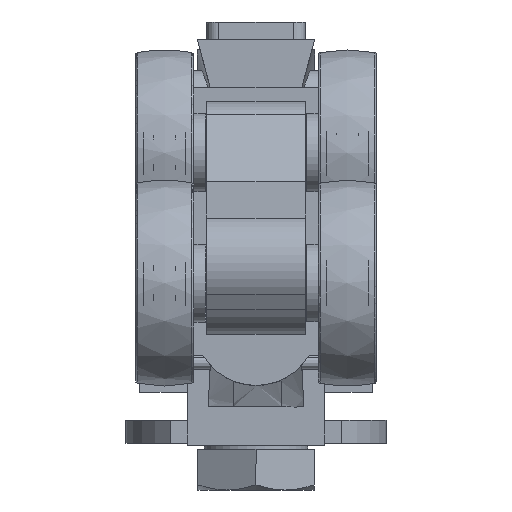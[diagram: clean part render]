
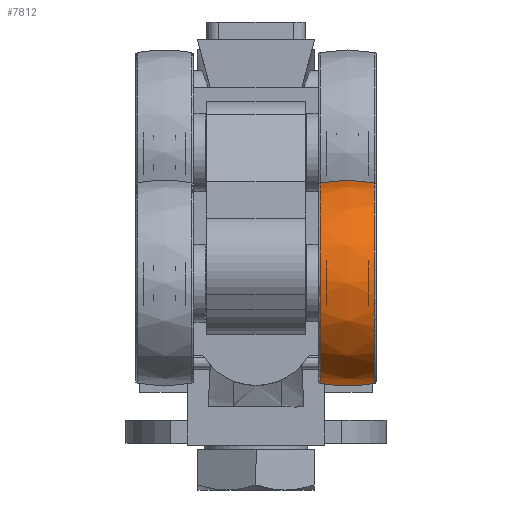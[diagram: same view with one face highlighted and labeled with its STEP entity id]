
A CAD part, left-side view. The second image highlights one B-rep face of the part: STEP entity #7812.
In plain terms, the highlighted free-form (B-spline) face has degree [2, 2] with [3, 9] control points.
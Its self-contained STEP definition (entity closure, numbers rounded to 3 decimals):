
#287=(
BOUNDED_SURFACE()
B_SPLINE_SURFACE(2,2,((#11547,#11548,#11549,#11550,#11551,#11552,#11553,
#11554,#11555),(#11556,#11557,#11558,#11559,#11560,#11561,#11562,#11563,
#11564),(#11565,#11566,#11567,#11568,#11569,#11570,#11571,#11572,#11573)),
 .UNSPECIFIED.,.F.,.T.,.F.)
B_SPLINE_SURFACE_WITH_KNOTS((3,3),(3,2,2,2,3),(-0.188,0.188),
(-3.142,-1.571,0.,1.571,3.142),
 .UNSPECIFIED.)
GEOMETRIC_REPRESENTATION_ITEM()
RATIONAL_B_SPLINE_SURFACE(((1.,0.707,1.,0.707,1.,
0.707,1.,0.707,1.),(0.982,0.695,
0.982,0.695,0.982,0.695,
0.982,0.695,0.982),(1.,0.707,
1.,0.707,1.,0.707,1.,0.707,1.)))
REPRESENTATION_ITEM('')
SURFACE()
);
#1743=FACE_OUTER_BOUND('',#2196,.T.);
#2196=EDGE_LOOP('',(#4969,#4970,#4971,#4972,#4973,#4974,#4975,#4976));
#2690=CIRCLE('',#8348,8.63);
#2691=CIRCLE('',#8349,8.63);
#2695=CIRCLE('',#8353,8.63);
#2696=CIRCLE('',#8354,12.5);
#2697=CIRCLE('',#8355,8.63);
#2698=CIRCLE('',#8356,8.63);
#2699=CIRCLE('',#8357,8.63);
#2983=VERTEX_POINT('',#11536);
#2984=VERTEX_POINT('',#11537);
#2985=VERTEX_POINT('',#11539);
#2988=VERTEX_POINT('',#11574);
#2989=VERTEX_POINT('',#11576);
#2990=VERTEX_POINT('',#11578);
#3752=EDGE_CURVE('',#2983,#2984,#2690,.T.);
#3753=EDGE_CURVE('',#2984,#2985,#2691,.T.);
#3757=EDGE_CURVE('',#2985,#2983,#2695,.T.);
#3758=EDGE_CURVE('',#2984,#2988,#2696,.T.);
#3759=EDGE_CURVE('',#2989,#2988,#2697,.T.);
#3760=EDGE_CURVE('',#2990,#2989,#2698,.T.);
#3761=EDGE_CURVE('',#2988,#2990,#2699,.T.);
#4969=ORIENTED_EDGE('',*,*,#3752,.F.);
#4970=ORIENTED_EDGE('',*,*,#3757,.F.);
#4971=ORIENTED_EDGE('',*,*,#3753,.F.);
#4972=ORIENTED_EDGE('',*,*,#3758,.T.);
#4973=ORIENTED_EDGE('',*,*,#3759,.F.);
#4974=ORIENTED_EDGE('',*,*,#3760,.F.);
#4975=ORIENTED_EDGE('',*,*,#3761,.F.);
#4976=ORIENTED_EDGE('',*,*,#3758,.F.);
#7812=ADVANCED_FACE('',(#1743),#287,.F.);
#8348=AXIS2_PLACEMENT_3D('',#11538,#9276,#9277);
#8349=AXIS2_PLACEMENT_3D('',#11540,#9278,#9279);
#8353=AXIS2_PLACEMENT_3D('',#11546,#9286,#9287);
#8354=AXIS2_PLACEMENT_3D('',#11575,#9288,#9289);
#8355=AXIS2_PLACEMENT_3D('',#11577,#9290,#9291);
#8356=AXIS2_PLACEMENT_3D('',#11579,#9292,#9293);
#8357=AXIS2_PLACEMENT_3D('',#11580,#9294,#9295);
#9276=DIRECTION('center_axis',(0.,-1.,0.));
#9277=DIRECTION('ref_axis',(0.999,0.,-0.032));
#9278=DIRECTION('center_axis',(0.,-1.,0.));
#9279=DIRECTION('ref_axis',(0.999,0.,-0.032));
#9286=DIRECTION('center_axis',(0.,-1.,0.));
#9287=DIRECTION('ref_axis',(0.999,0.,-0.032));
#9288=DIRECTION('center_axis',(1.,0.,0.));
#9289=DIRECTION('ref_axis',(0.,0.,-1.));
#9290=DIRECTION('center_axis',(0.,1.,0.));
#9291=DIRECTION('ref_axis',(0.999,0.,-0.032));
#9292=DIRECTION('center_axis',(0.,1.,0.));
#9293=DIRECTION('ref_axis',(0.999,0.,-0.032));
#9294=DIRECTION('center_axis',(0.,1.,0.));
#9295=DIRECTION('ref_axis',(0.999,0.,-0.032));
#11536=CARTESIAN_POINT('',(-191.329,-10.187,-5.023));
#11537=CARTESIAN_POINT('',(-182.704,-10.187,-13.93));
#11538=CARTESIAN_POINT('Origin',(-182.704,-10.187,-5.3));
#11539=CARTESIAN_POINT('',(-174.079,-10.187,-5.577));
#11540=CARTESIAN_POINT('Origin',(-182.704,-10.187,-5.3));
#11546=CARTESIAN_POINT('Origin',(-182.704,-10.187,-5.3));
#11547=CARTESIAN_POINT('Ctrl Pts',(-182.704,-10.187,
-13.93));
#11548=CARTESIAN_POINT('Ctrl Pts',(-191.333,-10.187,
-13.93));
#11549=CARTESIAN_POINT('Ctrl Pts',(-191.333,-10.187,
-5.3));
#11550=CARTESIAN_POINT('Ctrl Pts',(-191.333,-10.187,
3.33));
#11551=CARTESIAN_POINT('Ctrl Pts',(-182.704,-10.187,3.33));
#11552=CARTESIAN_POINT('Ctrl Pts',(-174.074,-10.187,
3.33));
#11553=CARTESIAN_POINT('Ctrl Pts',(-174.074,-10.187,
-5.3));
#11554=CARTESIAN_POINT('Ctrl Pts',(-174.074,-10.187,
-13.93));
#11555=CARTESIAN_POINT('Ctrl Pts',(-182.704,-10.187,
-13.93));
#11556=CARTESIAN_POINT('Ctrl Pts',(-182.704,-7.85,
-14.374));
#11557=CARTESIAN_POINT('Ctrl Pts',(-191.778,-7.85,
-14.374));
#11558=CARTESIAN_POINT('Ctrl Pts',(-191.778,-7.85,
-5.3));
#11559=CARTESIAN_POINT('Ctrl Pts',(-191.778,-7.85,3.774));
#11560=CARTESIAN_POINT('Ctrl Pts',(-182.704,-7.85,
3.774));
#11561=CARTESIAN_POINT('Ctrl Pts',(-173.63,-7.85,
3.774));
#11562=CARTESIAN_POINT('Ctrl Pts',(-173.63,-7.85,
-5.3));
#11563=CARTESIAN_POINT('Ctrl Pts',(-173.63,-7.85,
-14.374));
#11564=CARTESIAN_POINT('Ctrl Pts',(-182.704,-7.85,
-14.374));
#11565=CARTESIAN_POINT('Ctrl Pts',(-182.704,-5.513,
-13.93));
#11566=CARTESIAN_POINT('Ctrl Pts',(-191.333,-5.513,
-13.93));
#11567=CARTESIAN_POINT('Ctrl Pts',(-191.333,-5.513,
-5.3));
#11568=CARTESIAN_POINT('Ctrl Pts',(-191.333,-5.513,3.33));
#11569=CARTESIAN_POINT('Ctrl Pts',(-182.704,-5.513,
3.33));
#11570=CARTESIAN_POINT('Ctrl Pts',(-174.074,-5.513,
3.33));
#11571=CARTESIAN_POINT('Ctrl Pts',(-174.074,-5.513,
-5.3));
#11572=CARTESIAN_POINT('Ctrl Pts',(-174.074,-5.513,
-13.93));
#11573=CARTESIAN_POINT('Ctrl Pts',(-182.704,-5.513,
-13.93));
#11574=CARTESIAN_POINT('',(-182.704,-5.513,-13.93));
#11575=CARTESIAN_POINT('Origin',(-182.704,-7.85,-1.65));
#11576=CARTESIAN_POINT('',(-174.079,-5.513,-5.577));
#11577=CARTESIAN_POINT('Origin',(-182.704,-5.513,-5.3));
#11578=CARTESIAN_POINT('',(-191.329,-5.513,-5.023));
#11579=CARTESIAN_POINT('Origin',(-182.704,-5.513,-5.3));
#11580=CARTESIAN_POINT('Origin',(-182.704,-5.513,-5.3));
